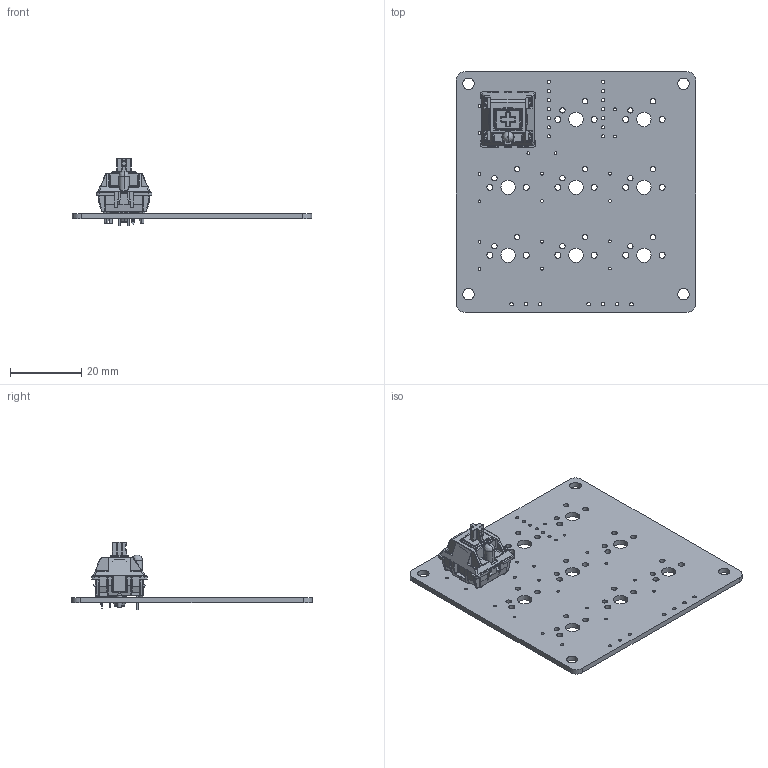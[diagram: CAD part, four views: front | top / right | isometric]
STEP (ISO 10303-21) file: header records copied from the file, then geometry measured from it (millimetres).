
FILE_DESCRIPTION(('KiCad electronic assembly'),'2;1');
FILE_NAME('CADPad pcb model V2.step','2025-07-16T12:08:59',('Pcbnew'),( 'Kicad'),'Open CASCADE STEP processor 7.8','KiCad to STEP converter' ,'Unknown');
FILE_SCHEMA(('AUTOMOTIVE_DESIGN { 1 0 10303 214 1 1 1 1 }'));
Length unit declared in the file: millimetre
Products named in the file (8): CADPad pcb model V2 1; SW_Cherry_MX_1.00u_PCB; MX Öá °´¼ü¡ä_¨¹___¡§1; MX ס סͥ¨¢¨¬_¡§¡顧__; MXס ϞñLEDLEDLED; MXÖá ÖáÌå µ×²¿ ¦Ì¡Á2__Ä¬ÈÏ_¨¢2____¨¨_; ֫½ğ__Ĭɏ__¨¨_; CADPad_PCB
Assembly tree (7 placements, depth 3):
  CADPad pcb model V2 1
    SW_Cherry_MX_1.00u_PCB
      MX Öá °´¼ü¡ä_¨¹___¡§1
      MX ס סͥ¨¢¨¬_¡§¡顧__
      MXס ϞñLEDLEDLED
      MXÖá ÖáÌå µ×²¿ ¦Ì¡Á2__Ä¬ÈÏ_¨¢2____¨¨_
      ֫½ğ__Ĭɏ__¨¨_
    CADPad_PCB
Bounding box: 67.1 x 67.5 x 18.9 mm (x, y, z)
Volume: 7592.7 mm3; surface area: 12368.6 mm2
Topology: 11 solids, 11 shells, 1663 faces, 4040 edges, 2296 vertices
Faces by surface type: cylinder 773, plane 461, torus 209, sphere 113, bspline 59, revolution 38, cone 10
Full cylindrical faces by diameter (mm): 0.8 x18, 0.889 x14, 1 x7, 1.5 x18, 1.7 x18, 3.2 x4, 4 x9
Entity records: 49230 total; most frequent: CARTESIAN_POINT 10460, DIRECTION 8451, ORIENTED_EDGE 7862, EDGE_CURVE 3931, AXIS2_PLACEMENT_3D 3200, VERTEX_POINT 2296, LINE 2013, VECTOR 2013
